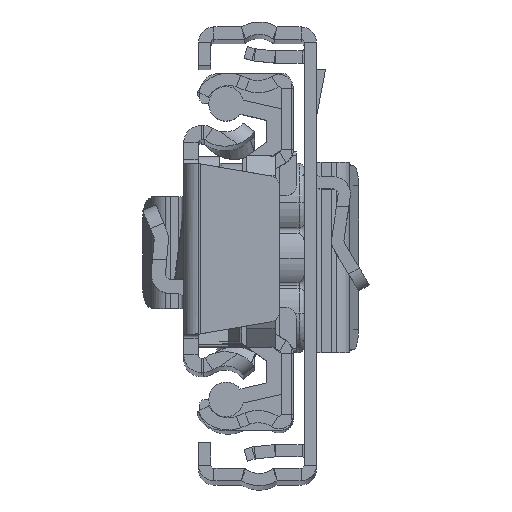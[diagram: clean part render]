
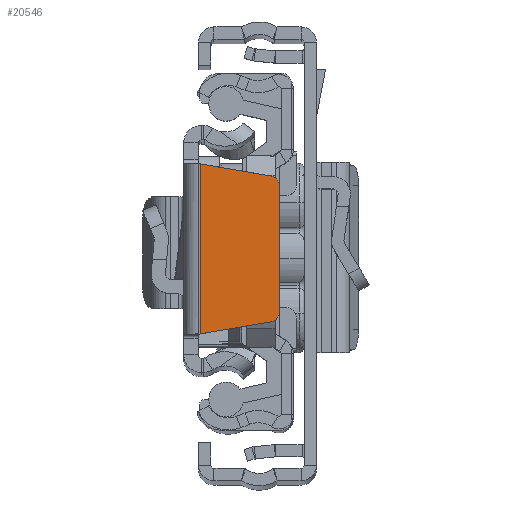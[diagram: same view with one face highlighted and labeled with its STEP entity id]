
A CAD part, top view. The second image highlights one B-rep face of the part: STEP entity #20546.
In plain terms, the highlighted planar face has unit normal (0, 0, 1).
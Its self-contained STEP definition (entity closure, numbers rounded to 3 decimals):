
#353 = PLANE ( 'NONE',  #12352 ) ;
#883 = EDGE_CURVE ( 'NONE', #15969, #8651, #12277, .T. ) ;
#1084 = DIRECTION ( 'NONE',  ( 1., 0., 0. ) ) ;
#1649 = CARTESIAN_POINT ( 'NONE',  ( 8.4, 6.156, 0. ) ) ;
#1755 = DIRECTION ( 'NONE',  ( 0., 0., -1. ) ) ;
#2368 = EDGE_CURVE ( 'NONE', #9121, #5693, #18795, .T. ) ;
#2931 = CARTESIAN_POINT ( 'NONE',  ( 9.4, 6.156, 0. ) ) ;
#3188 = ORIENTED_EDGE ( 'NONE', *, *, #19876, .T. ) ;
#3356 = VERTEX_POINT ( 'NONE', #10039 ) ;
#4633 = EDGE_CURVE ( 'NONE', #3356, #15969, #21401, .T. ) ;
#4790 = ORIENTED_EDGE ( 'NONE', *, *, #12808, .T. ) ;
#5693 = VERTEX_POINT ( 'NONE', #5735 ) ;
#5735 = CARTESIAN_POINT ( 'NONE',  ( 1.6, -8.333, 0. ) ) ;
#6044 = EDGE_LOOP ( 'NONE', ( #20370, #3188, #9663, #11170, #9327, #4790 ) ) ;
#6621 = DIRECTION ( 'NONE',  ( 1., 0., 0. ) ) ;
#6927 = CARTESIAN_POINT ( 'NONE',  ( 8.4, 6.156, 0. ) ) ;
#7769 = DIRECTION ( 'NONE',  ( 0., 0., 1. ) ) ;
#7800 = AXIS2_PLACEMENT_3D ( 'NONE', #17412, #7769, #1084 ) ;
#8651 = VERTEX_POINT ( 'NONE', #17295 ) ;
#8847 = CARTESIAN_POINT ( 'NONE',  ( 9.4, 6.156, 0. ) ) ;
#9121 = VERTEX_POINT ( 'NONE', #12780 ) ;
#9327 = ORIENTED_EDGE ( 'NONE', *, *, #883, .T. ) ;
#9540 = LINE ( 'NONE', #19631, #13718 ) ;
#9663 = ORIENTED_EDGE ( 'NONE', *, *, #13620, .T. ) ;
#10039 = CARTESIAN_POINT ( 'NONE',  ( 9.4, -6.156, 0. ) ) ;
#10680 = CARTESIAN_POINT ( 'NONE',  ( 1.5, 8.35, 0. ) ) ;
#10963 = DIRECTION ( 'NONE',  ( 0.986, 0.168, 0. ) ) ;
#11003 = LINE ( 'NONE', #10680, #16437 ) ;
#11170 = ORIENTED_EDGE ( 'NONE', *, *, #4633, .T. ) ;
#12277 = CIRCLE ( 'NONE', #16427, 1. ) ;
#12293 = DIRECTION ( 'NONE',  ( 0., -1., 0. ) ) ;
#12352 = AXIS2_PLACEMENT_3D ( 'NONE', #6927, #1755, #6621 ) ;
#12410 = CARTESIAN_POINT ( 'NONE',  ( 1.6, -8.333, 0. ) ) ;
#12780 = CARTESIAN_POINT ( 'NONE',  ( 1.6, 8.333, 0. ) ) ;
#12808 = EDGE_CURVE ( 'NONE', #8651, #9121, #11003, .T. ) ;
#13218 = VECTOR ( 'NONE', #17886, 1000. ) ;
#13620 = EDGE_CURVE ( 'NONE', #18651, #3356, #20268, .T. ) ;
#13718 = VECTOR ( 'NONE', #10963, 1000. ) ;
#15547 = CARTESIAN_POINT ( 'NONE',  ( 8.568, -7.142, 0. ) ) ;
#15969 = VERTEX_POINT ( 'NONE', #8847 ) ;
#16427 = AXIS2_PLACEMENT_3D ( 'NONE', #1649, #16696, #19640 ) ;
#16437 = VECTOR ( 'NONE', #17600, 1000. ) ;
#16599 = FACE_OUTER_BOUND ( 'NONE', #6044, .T. ) ;
#16696 = DIRECTION ( 'NONE',  ( 0., 0., 1. ) ) ;
#17295 = CARTESIAN_POINT ( 'NONE',  ( 8.568, 7.142, 0. ) ) ;
#17412 = CARTESIAN_POINT ( 'NONE',  ( 8.4, -6.156, 0. ) ) ;
#17600 = DIRECTION ( 'NONE',  ( -0.986, 0.168, 0. ) ) ;
#17886 = DIRECTION ( 'NONE',  ( 0., 1., 0. ) ) ;
#18651 = VERTEX_POINT ( 'NONE', #15547 ) ;
#18795 = LINE ( 'NONE', #12410, #19904 ) ;
#19631 = CARTESIAN_POINT ( 'NONE',  ( 8.568, -7.142, 0. ) ) ;
#19640 = DIRECTION ( 'NONE',  ( 1., 0., 0. ) ) ;
#19876 = EDGE_CURVE ( 'NONE', #5693, #18651, #9540, .T. ) ;
#19904 = VECTOR ( 'NONE', #12293, 1000. ) ;
#20268 = CIRCLE ( 'NONE', #7800, 1. ) ;
#20370 = ORIENTED_EDGE ( 'NONE', *, *, #2368, .T. ) ;
#20546 = ADVANCED_FACE ( 'NONE', ( #16599 ), #353, .F. ) ;
#21401 = LINE ( 'NONE', #2931, #13218 ) ;
